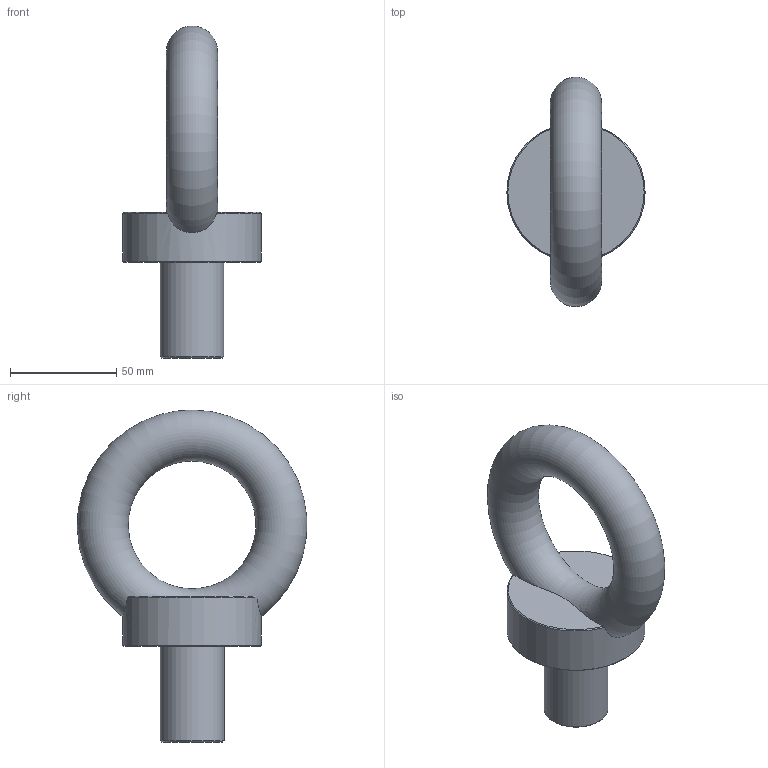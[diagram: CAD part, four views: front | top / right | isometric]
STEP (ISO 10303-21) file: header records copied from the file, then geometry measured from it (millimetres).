
FILE_DESCRIPTION(/* description */ (''),/* implementation_level */ '2;1');
FILE_NAME(/* name */ 'olhal_M30.stp',/* time_stamp */ '2025-04-07T16:32:39-03:00',/* author */ (''),/* organization */ (''),/* preprocessor_version */ 'ST-DEVELOPER v20',/* originating_system */ 'CURIOSO',/* authorisation */ '');
FILE_SCHEMA (('AUTOMOTIVE_DESIGN { 1 0 10303 214 3 1 1 1 }'));
Length unit declared in the file: millimetre
Products named in the file (1): Olhal_M30x3.5_objects
Bounding box: 65 x 107.82 x 156 mm (x, y, z)
Volume: 207448.4 mm3; surface area: 30606.3 mm2
Topology: 1 solids, 1 shells, 11 faces, 25 edges, 16 vertices
Faces by surface type: plane 4, cone 4, cylinder 2, torus 1
Full cylindrical faces by diameter (mm): 30 x1, 65 x1
Entity records: 338 total; most frequent: CARTESIAN_POINT 104, DIRECTION 42, ORIENTED_EDGE 34, AXIS2_PLACEMENT_3D 21, EDGE_CURVE 17, EDGE_LOOP 16, VERTEX_POINT 13, ADVANCED_FACE 11
